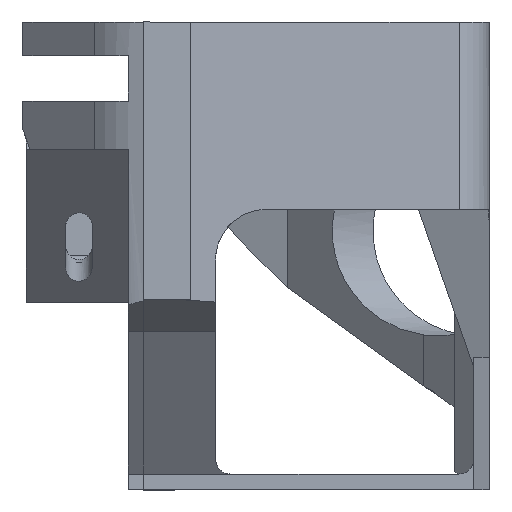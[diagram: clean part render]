
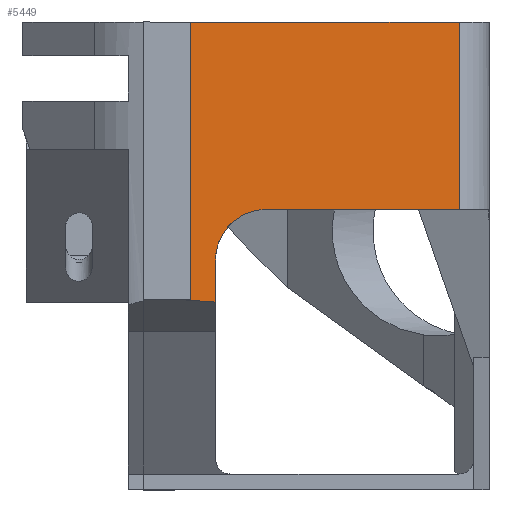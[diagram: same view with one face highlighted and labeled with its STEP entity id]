
A CAD part, top view. The second image highlights one B-rep face of the part: STEP entity #5449.
In plain terms, the highlighted planar face has unit normal (0.085, 0, 0.996).
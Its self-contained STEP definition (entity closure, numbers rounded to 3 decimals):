
#152=ELLIPSE('',#5890,10.037,10.);
#299=PLANE('',#5893);
#529=FACE_OUTER_BOUND('',#826,.T.);
#826=EDGE_LOOP('',(#4361,#4362,#4363,#4364,#4365,#4366,#4367,#4368));
#1217=LINE('',#8223,#1828);
#1262=LINE('',#8355,#1873);
#1307=LINE('',#8469,#1918);
#1315=LINE('',#8493,#1926);
#1317=LINE('',#8498,#1928);
#1318=LINE('',#8499,#1929);
#1319=LINE('',#8500,#1930);
#1828=VECTOR('',#6623,10.);
#1873=VECTOR('',#6718,10.);
#1918=VECTOR('',#6819,10.);
#1926=VECTOR('',#6845,10.);
#1928=VECTOR('',#6849,10.);
#1929=VECTOR('',#6850,10.);
#1930=VECTOR('',#6851,10.);
#2560=VERTEX_POINT('',#8220);
#2561=VERTEX_POINT('',#8222);
#2618=VERTEX_POINT('',#8352);
#2619=VERTEX_POINT('',#8354);
#2658=VERTEX_POINT('',#8463);
#2667=VERTEX_POINT('',#8488);
#2668=VERTEX_POINT('',#8496);
#2669=VERTEX_POINT('',#8497);
#3159=EDGE_CURVE('',#2560,#2561,#1217,.T.);
#3224=EDGE_CURVE('',#2618,#2619,#1262,.T.);
#3281=EDGE_CURVE('',#2619,#2658,#1307,.T.);
#3290=EDGE_CURVE('',#2667,#2560,#152,.T.);
#3293=EDGE_CURVE('',#2658,#2667,#1315,.T.);
#3295=EDGE_CURVE('',#2668,#2669,#1317,.T.);
#3296=EDGE_CURVE('',#2561,#2669,#1318,.T.);
#3297=EDGE_CURVE('',#2618,#2668,#1319,.T.);
#4361=ORIENTED_EDGE('',*,*,#3295,.T.);
#4362=ORIENTED_EDGE('',*,*,#3296,.F.);
#4363=ORIENTED_EDGE('',*,*,#3159,.F.);
#4364=ORIENTED_EDGE('',*,*,#3290,.F.);
#4365=ORIENTED_EDGE('',*,*,#3293,.F.);
#4366=ORIENTED_EDGE('',*,*,#3281,.F.);
#4367=ORIENTED_EDGE('',*,*,#3224,.F.);
#4368=ORIENTED_EDGE('',*,*,#3297,.T.);
#5449=ADVANCED_FACE('',(#529),#299,.F.);
#5890=AXIS2_PLACEMENT_3D('',#8489,#6838,#6839);
#5893=AXIS2_PLACEMENT_3D('',#8495,#6847,#6848);
#6623=DIRECTION('',(0.,-1.,0.));
#6718=DIRECTION('',(0.996,0.,-0.085));
#6819=DIRECTION('',(0.,-1.,0.));
#6838=DIRECTION('center_axis',(0.085,0.,0.996));
#6839=DIRECTION('ref_axis',(-0.996,0.,0.085));
#6845=DIRECTION('',(-0.996,0.,0.085));
#6847=DIRECTION('center_axis',(-0.085,0.,-0.996));
#6848=DIRECTION('ref_axis',(0.996,0.,-0.085));
#6849=DIRECTION('',(-0.996,0.,0.085));
#6850=DIRECTION('',(-0.994,0.072,0.085));
#6851=DIRECTION('',(0.,-1.,0.));
#8220=CARTESIAN_POINT('',(-42.49,-62.437,-7.501));
#8222=CARTESIAN_POINT('',(-42.49,-70.676,-7.501));
#8223=CARTESIAN_POINT('',(-42.49,-45.298,-7.501));
#8352=CARTESIAN_POINT('',(-47.44,-15.598,-7.077));
#8354=CARTESIAN_POINT('',(5.437,-15.598,-11.605));
#8355=CARTESIAN_POINT('',(-47.44,-15.598,-7.077));
#8463=CARTESIAN_POINT('',(5.437,-52.437,-11.605));
#8469=CARTESIAN_POINT('',(5.437,-92.437,-11.605));
#8488=CARTESIAN_POINT('',(-32.49,-52.437,-8.357));
#8489=CARTESIAN_POINT('Origin',(-32.49,-62.437,-8.357));
#8493=CARTESIAN_POINT('',(-47.09,-52.437,-7.107));
#8495=CARTESIAN_POINT('Origin',(-59.69,-18.158,-6.027));
#8496=CARTESIAN_POINT('',(-47.44,-70.095,-7.077));
#8497=CARTESIAN_POINT('',(-50.564,-70.095,-6.809));
#8498=CARTESIAN_POINT('',(-55.506,-70.095,-6.386));
#8499=CARTESIAN_POINT('',(-62.974,-69.201,-5.746));
#8500=CARTESIAN_POINT('',(-47.44,-44.127,-7.077));
